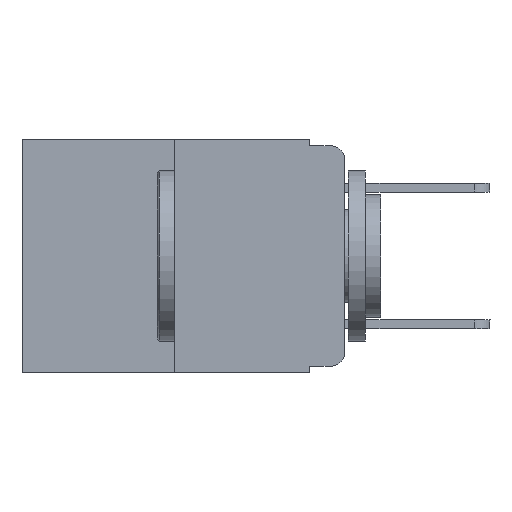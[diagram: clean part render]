
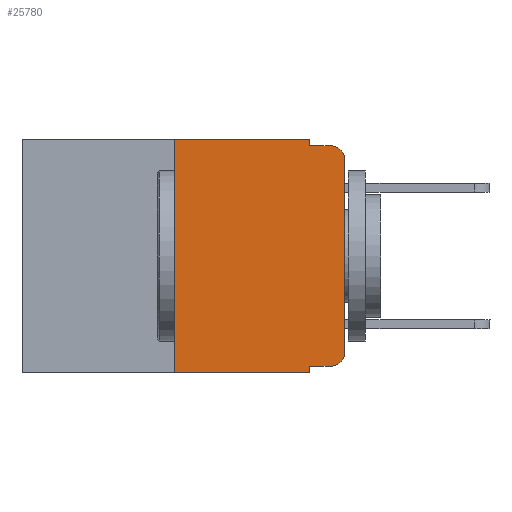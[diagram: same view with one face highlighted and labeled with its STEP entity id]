
A CAD part, left-side view. The second image highlights one B-rep face of the part: STEP entity #25780.
In plain terms, the highlighted planar face has unit normal (-1, 0, 0).
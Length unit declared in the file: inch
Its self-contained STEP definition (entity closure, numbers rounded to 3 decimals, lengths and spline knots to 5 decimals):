
#32 = VERTEX_POINT ( 'NONE', #22879 ) ;
#88 = EDGE_LOOP ( 'NONE', ( #8735, #17354, #26125, #3811, #12352, #12366, #14915, #12602, #1231, #20726 ) ) ;
#396 = LINE ( 'NONE', #12914, #2467 ) ;
#1231 = ORIENTED_EDGE ( 'NONE', *, *, #12490, .T. ) ;
#1242 = EDGE_CURVE ( 'NONE', #10604, #14041, #10592, .T. ) ;
#1588 = CIRCLE ( 'NONE', #4642, 0.02 ) ;
#1932 = CIRCLE ( 'NONE', #8493, 0.02 ) ;
#2141 = DIRECTION ( 'NONE',  ( 0., 0., -1. ) ) ;
#2171 = VECTOR ( 'NONE', #19171, 39.37008 ) ;
#2467 = VECTOR ( 'NONE', #13182, 39.37008 ) ;
#2765 = DIRECTION ( 'NONE',  ( 0., 0., -1. ) ) ;
#2835 = CARTESIAN_POINT ( 'NONE',  ( 0., 0.02, -0.313 ) ) ;
#2932 = VERTEX_POINT ( 'NONE', #22422 ) ;
#3111 = DIRECTION ( 'NONE',  ( -1., 0., 0. ) ) ;
#3811 = ORIENTED_EDGE ( 'NONE', *, *, #13146, .F. ) ;
#4104 = DIRECTION ( 'NONE',  ( 0., -1., 0. ) ) ;
#4296 = CARTESIAN_POINT ( 'NONE',  ( 0., 0.02, -0.01 ) ) ;
#4642 = AXIS2_PLACEMENT_3D ( 'NONE', #2835, #3111, #13456 ) ;
#4847 = EDGE_CURVE ( 'NONE', #2932, #8201, #15027, .T. ) ;
#5312 = EDGE_CURVE ( 'NONE', #20970, #10604, #1588, .T. ) ;
#5421 = LINE ( 'NONE', #17632, #8926 ) ;
#5830 = FACE_OUTER_BOUND ( 'NONE', #88, .T. ) ;
#6343 = VERTEX_POINT ( 'NONE', #8721 ) ;
#6506 = VECTOR ( 'NONE', #8827, 39.37008 ) ;
#6951 = LINE ( 'NONE', #19038, #2171 ) ;
#7796 = CARTESIAN_POINT ( 'NONE',  ( 0., 0.051, -0.01 ) ) ;
#8201 = VERTEX_POINT ( 'NONE', #17488 ) ;
#8429 = CARTESIAN_POINT ( 'NONE',  ( 0., 0.02, -0.333 ) ) ;
#8438 = CARTESIAN_POINT ( 'NONE',  ( 0., 0.051, 0. ) ) ;
#8493 = AXIS2_PLACEMENT_3D ( 'NONE', #24972, #24831, #20870 ) ;
#8721 = CARTESIAN_POINT ( 'NONE',  ( 0., 0.25, 0. ) ) ;
#8735 = ORIENTED_EDGE ( 'NONE', *, *, #1242, .T. ) ;
#8827 = DIRECTION ( 'NONE',  ( 0., 0., 1. ) ) ;
#8926 = VECTOR ( 'NONE', #15207, 39.37008 ) ;
#9615 = EDGE_CURVE ( 'NONE', #14661, #10503, #396, .T. ) ;
#9907 = VECTOR ( 'NONE', #19443, 39.37008 ) ;
#10085 = CARTESIAN_POINT ( 'NONE',  ( 0., 0.051, -0.333 ) ) ;
#10503 = VERTEX_POINT ( 'NONE', #4296 ) ;
#10592 = LINE ( 'NONE', #16690, #6506 ) ;
#10604 = VERTEX_POINT ( 'NONE', #11614 ) ;
#10855 = LINE ( 'NONE', #8438, #16485 ) ;
#11158 = LINE ( 'NONE', #17004, #9907 ) ;
#11614 = CARTESIAN_POINT ( 'NONE',  ( 0., 0., -0.313 ) ) ;
#11679 = DIRECTION ( 'NONE',  ( 0., 0., -1. ) ) ;
#12352 = ORIENTED_EDGE ( 'NONE', *, *, #22640, .F. ) ;
#12366 = ORIENTED_EDGE ( 'NONE', *, *, #13635, .F. ) ;
#12490 = EDGE_CURVE ( 'NONE', #2932, #20970, #24645, .T. ) ;
#12602 = ORIENTED_EDGE ( 'NONE', *, *, #4847, .F. ) ;
#12914 = CARTESIAN_POINT ( 'NONE',  ( 0., 0.051, -0.01 ) ) ;
#13146 = EDGE_CURVE ( 'NONE', #32, #14661, #10855, .T. ) ;
#13182 = DIRECTION ( 'NONE',  ( 0., -1., 0. ) ) ;
#13456 = DIRECTION ( 'NONE',  ( 0., 0., -1. ) ) ;
#13635 = EDGE_CURVE ( 'NONE', #16711, #6343, #6951, .T. ) ;
#14041 = VERTEX_POINT ( 'NONE', #14942 ) ;
#14661 = VERTEX_POINT ( 'NONE', #7796 ) ;
#14915 = ORIENTED_EDGE ( 'NONE', *, *, #17947, .T. ) ;
#14942 = CARTESIAN_POINT ( 'NONE',  ( 0., 0., -0.03 ) ) ;
#15027 = LINE ( 'NONE', #17055, #24411 ) ;
#15207 = DIRECTION ( 'NONE',  ( 0., -1., 0. ) ) ;
#16485 = VECTOR ( 'NONE', #2141, 39.37008 ) ;
#16690 = CARTESIAN_POINT ( 'NONE',  ( 0., 0., 0. ) ) ;
#16711 = VERTEX_POINT ( 'NONE', #23657 ) ;
#17004 = CARTESIAN_POINT ( 'NONE',  ( 0., 0.473, 0. ) ) ;
#17055 = CARTESIAN_POINT ( 'NONE',  ( 0., 0.051, 0. ) ) ;
#17354 = ORIENTED_EDGE ( 'NONE', *, *, #17524, .T. ) ;
#17488 = CARTESIAN_POINT ( 'NONE',  ( 0., 0.051, -0.343 ) ) ;
#17524 = EDGE_CURVE ( 'NONE', #14041, #10503, #1932, .T. ) ;
#17632 = CARTESIAN_POINT ( 'NONE',  ( 0., 0.473, -0.343 ) ) ;
#17947 = EDGE_CURVE ( 'NONE', #16711, #8201, #5421, .T. ) ;
#19038 = CARTESIAN_POINT ( 'NONE',  ( 0., 0.25, 0. ) ) ;
#19042 = VECTOR ( 'NONE', #4104, 39.37008 ) ;
#19171 = DIRECTION ( 'NONE',  ( 0., 0., 1. ) ) ;
#19443 = DIRECTION ( 'NONE',  ( 0., -1., 0. ) ) ;
#20726 = ORIENTED_EDGE ( 'NONE', *, *, #5312, .T. ) ;
#20870 = DIRECTION ( 'NONE',  ( 0., 0., -1. ) ) ;
#20970 = VERTEX_POINT ( 'NONE', #8429 ) ;
#22282 = DIRECTION ( 'NONE',  ( 1., 0., 0. ) ) ;
#22422 = CARTESIAN_POINT ( 'NONE',  ( 0., 0.051, -0.333 ) ) ;
#22640 = EDGE_CURVE ( 'NONE', #6343, #32, #11158, .T. ) ;
#22879 = CARTESIAN_POINT ( 'NONE',  ( 0., 0.051, 0. ) ) ;
#23657 = CARTESIAN_POINT ( 'NONE',  ( 0., 0.25, -0.343 ) ) ;
#24411 = VECTOR ( 'NONE', #2765, 39.37008 ) ;
#24645 = LINE ( 'NONE', #10085, #19042 ) ;
#24831 = DIRECTION ( 'NONE',  ( -1., 0., 0. ) ) ;
#24972 = CARTESIAN_POINT ( 'NONE',  ( 0., 0.02, -0.03 ) ) ;
#25270 = AXIS2_PLACEMENT_3D ( 'NONE', #26232, #22282, #11679 ) ;
#25780 = ADVANCED_FACE ( 'NONE', ( #5830 ), #26366, .F. ) ;
#26125 = ORIENTED_EDGE ( 'NONE', *, *, #9615, .F. ) ;
#26232 = CARTESIAN_POINT ( 'NONE',  ( 0., 0.473, 0. ) ) ;
#26366 = PLANE ( 'NONE',  #25270 ) ;
